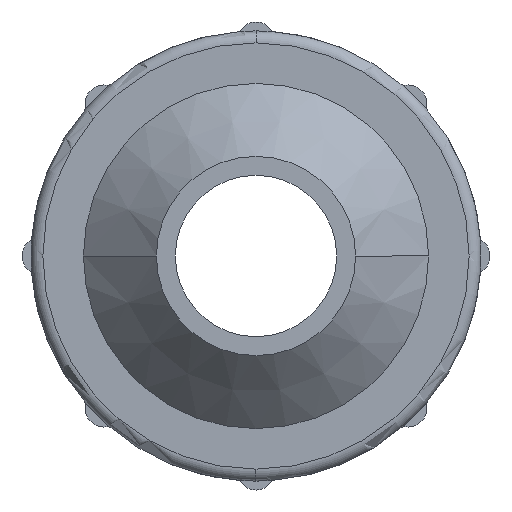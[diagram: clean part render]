
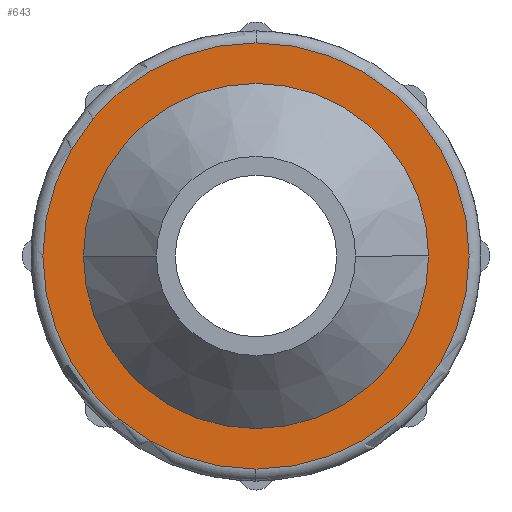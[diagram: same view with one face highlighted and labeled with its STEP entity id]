
A CAD part, left-side view. The second image highlights one B-rep face of the part: STEP entity #643.
In plain terms, the highlighted planar face has unit normal (-1, 0, 0).
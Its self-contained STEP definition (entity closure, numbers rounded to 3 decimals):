
#339 = EDGE_CURVE( '', #877, #567, #962, .T. );
#431 = VERTEX_POINT( '', #1061 );
#463 = VERTEX_POINT( '', #1096 );
#567 = VERTEX_POINT( '', #1210 );
#589 = EDGE_CURVE( '', #431, #463, #1237, .T. );
#613 = EDGE_CURVE( '', #463, #431, #1263, .T. );
#643 = ADVANCED_FACE( '', ( #1295, #1296 ), #1297, .T. );
#709 = VERTEX_POINT( '', #1368 );
#829 = EDGE_CURVE( '', #567, #709, #1505, .T. );
#837 = EDGE_CURVE( '', #709, #877, #1516, .T. );
#877 = VERTEX_POINT( '', #1559 );
#962 = CIRCLE( '', #1642, 21.4 );
#1061 = CARTESIAN_POINT( '', ( 45.333, 17.333, 0. ) );
#1096 = CARTESIAN_POINT( '', ( 45.333, -17.333, 0. ) );
#1210 = CARTESIAN_POINT( '', ( 45.333, 0., 21.4 ) );
#1237 = CIRCLE( '', #2042, 17.333 );
#1263 = CIRCLE( '', #2099, 17.333 );
#1295 = FACE_BOUND( '', #2160, .T. );
#1296 = FACE_OUTER_BOUND( '', #2161, .T. );
#1297 = PLANE( '', #2162 );
#1368 = CARTESIAN_POINT( '', ( 45.333, 21.4, 0. ) );
#1505 = CIRCLE( '', #2493, 21.4 );
#1516 = CIRCLE( '', #2505, 21.4 );
#1559 = CARTESIAN_POINT( '', ( 45.333, 0., -21.4 ) );
#1642 = AXIS2_PLACEMENT_3D( '', #2758, #2759, #2760 );
#2042 = AXIS2_PLACEMENT_3D( '', #3124, #3125, #3126 );
#2099 = AXIS2_PLACEMENT_3D( '', #3147, #3148, #3149 );
#2160 = EDGE_LOOP( '', ( #3178, #3179 ) );
#2161 = EDGE_LOOP( '', ( #3180, #3181, #3182 ) );
#2162 = AXIS2_PLACEMENT_3D( '', #3183, #3184, #3185 );
#2493 = AXIS2_PLACEMENT_3D( '', #3466, #3467, #3468 );
#2505 = AXIS2_PLACEMENT_3D( '', #3484, #3485, #3486 );
#2758 = CARTESIAN_POINT( '', ( 45.333, 0., 0. ) );
#2759 = DIRECTION( '', ( -1., 0., 0. ) );
#2760 = DIRECTION( '', ( 0., 1., 0. ) );
#3124 = CARTESIAN_POINT( '', ( 45.333, 0., 0. ) );
#3125 = DIRECTION( '', ( -1., 0., 0. ) );
#3126 = DIRECTION( '', ( 0., 1., 0. ) );
#3147 = CARTESIAN_POINT( '', ( 45.333, 0., 0. ) );
#3148 = DIRECTION( '', ( -1., 0., 0. ) );
#3149 = DIRECTION( '', ( 0., 1., 0. ) );
#3178 = ORIENTED_EDGE( '', *, *, #589, .F. );
#3179 = ORIENTED_EDGE( '', *, *, #613, .F. );
#3180 = ORIENTED_EDGE( '', *, *, #837, .T. );
#3181 = ORIENTED_EDGE( '', *, *, #339, .T. );
#3182 = ORIENTED_EDGE( '', *, *, #829, .T. );
#3183 = CARTESIAN_POINT( '', ( 45.333, 19.367, 0. ) );
#3184 = DIRECTION( '', ( -1., 0., 0. ) );
#3185 = DIRECTION( '', ( 0., 1., 0. ) );
#3466 = CARTESIAN_POINT( '', ( 45.333, 0., 0. ) );
#3467 = DIRECTION( '', ( -1., 0., 0. ) );
#3468 = DIRECTION( '', ( 0., 1., 0. ) );
#3484 = CARTESIAN_POINT( '', ( 45.333, 0., 0. ) );
#3485 = DIRECTION( '', ( -1., 0., 0. ) );
#3486 = DIRECTION( '', ( 0., 1., 0. ) );
